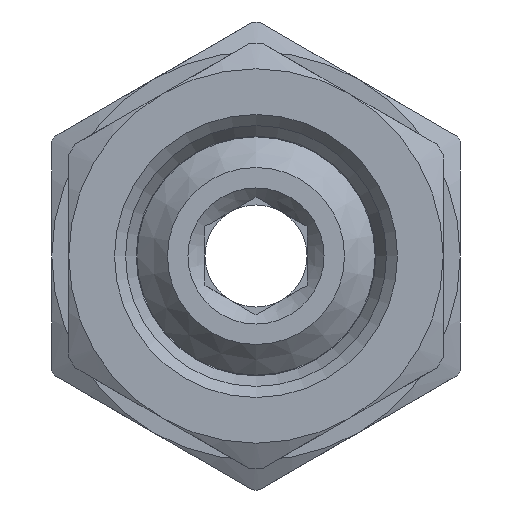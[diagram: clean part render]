
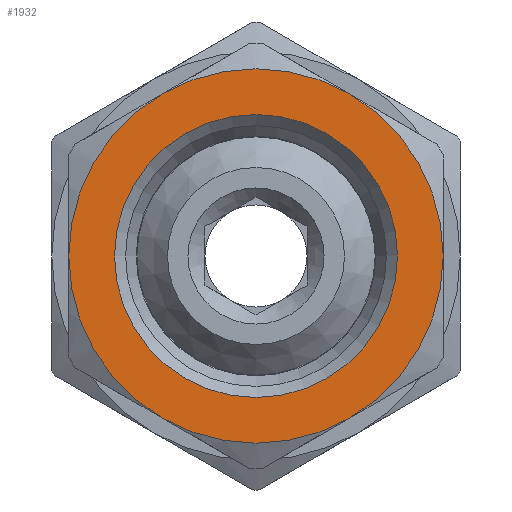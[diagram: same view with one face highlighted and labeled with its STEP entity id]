
A CAD part, left-side view. The second image highlights one B-rep face of the part: STEP entity #1932.
In plain terms, the highlighted planar face has unit normal (-1, 0, 0).
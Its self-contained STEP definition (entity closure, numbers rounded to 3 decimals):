
#125=PLANE('',#2082);
#188=CIRCLE('',#2083,8.315);
#189=CIRCLE('',#2084,11.);
#190=CIRCLE('',#2085,11.);
#191=CIRCLE('',#2086,11.);
#192=CIRCLE('',#2087,11.);
#193=CIRCLE('',#2088,11.);
#194=CIRCLE('',#2089,11.);
#442=ORIENTED_EDGE('',*,*,#677,.T.);
#443=ORIENTED_EDGE('',*,*,#678,.T.);
#444=ORIENTED_EDGE('',*,*,#679,.T.);
#445=ORIENTED_EDGE('',*,*,#680,.T.);
#446=ORIENTED_EDGE('',*,*,#681,.T.);
#447=ORIENTED_EDGE('',*,*,#682,.T.);
#448=ORIENTED_EDGE('',*,*,#683,.T.);
#677=EDGE_CURVE('',#814,#814,#188,.F.);
#678=EDGE_CURVE('',#815,#816,#189,.T.);
#679=EDGE_CURVE('',#816,#817,#190,.T.);
#680=EDGE_CURVE('',#817,#818,#191,.T.);
#681=EDGE_CURVE('',#818,#819,#192,.T.);
#682=EDGE_CURVE('',#819,#820,#193,.T.);
#683=EDGE_CURVE('',#820,#815,#194,.T.);
#814=VERTEX_POINT('',#2895);
#815=VERTEX_POINT('',#2897);
#816=VERTEX_POINT('',#2898);
#817=VERTEX_POINT('',#2900);
#818=VERTEX_POINT('',#2902);
#819=VERTEX_POINT('',#2904);
#820=VERTEX_POINT('',#2906);
#1024=EDGE_LOOP('',(#442));
#1025=EDGE_LOOP('',(#443,#444,#445,#446,#447,#448));
#1154=FACE_BOUND('',#1024,.T.);
#1155=FACE_BOUND('',#1025,.T.);
#1932=ADVANCED_FACE('',(#1154,#1155),#125,.T.);
#2082=AXIS2_PLACEMENT_3D('',#2893,#2402,#2403);
#2083=AXIS2_PLACEMENT_3D('',#2894,#2404,#2405);
#2084=AXIS2_PLACEMENT_3D('',#2896,#2406,#2407);
#2085=AXIS2_PLACEMENT_3D('',#2899,#2408,#2409);
#2086=AXIS2_PLACEMENT_3D('',#2901,#2410,#2411);
#2087=AXIS2_PLACEMENT_3D('',#2903,#2412,#2413);
#2088=AXIS2_PLACEMENT_3D('',#2905,#2414,#2415);
#2089=AXIS2_PLACEMENT_3D('',#2907,#2416,#2417);
#2402=DIRECTION('',(-1.,0.,0.));
#2403=DIRECTION('',(0.,0.,1.));
#2404=DIRECTION('',(-1.,0.,0.));
#2405=DIRECTION('',(0.,0.,1.));
#2406=DIRECTION('',(-1.,0.,0.));
#2407=DIRECTION('',(0.,0.,1.));
#2408=DIRECTION('',(-1.,0.,0.));
#2409=DIRECTION('',(0.,0.,1.));
#2410=DIRECTION('',(-1.,0.,0.));
#2411=DIRECTION('',(0.,0.,1.));
#2412=DIRECTION('',(-1.,0.,0.));
#2413=DIRECTION('',(0.,0.,1.));
#2414=DIRECTION('',(-1.,0.,0.));
#2415=DIRECTION('',(0.,0.,1.));
#2416=DIRECTION('',(-1.,0.,0.));
#2417=DIRECTION('',(0.,0.,1.));
#2893=CARTESIAN_POINT('',(0.,0.,0.));
#2894=CARTESIAN_POINT('',(0.,0.,0.));
#2895=CARTESIAN_POINT('',(0.,0.,8.315));
#2896=CARTESIAN_POINT('',(0.,0.,0.));
#2897=CARTESIAN_POINT('',(0.,11.,0.));
#2898=CARTESIAN_POINT('',(0.,5.5,-9.526));
#2899=CARTESIAN_POINT('',(0.,0.,0.));
#2900=CARTESIAN_POINT('',(0.,-5.5,-9.526));
#2901=CARTESIAN_POINT('',(0.,0.,0.));
#2902=CARTESIAN_POINT('',(0.,-11.,0.));
#2903=CARTESIAN_POINT('',(0.,0.,0.));
#2904=CARTESIAN_POINT('',(0.,-5.5,9.526));
#2905=CARTESIAN_POINT('',(0.,0.,0.));
#2906=CARTESIAN_POINT('',(0.,5.5,9.526));
#2907=CARTESIAN_POINT('',(0.,0.,0.));
